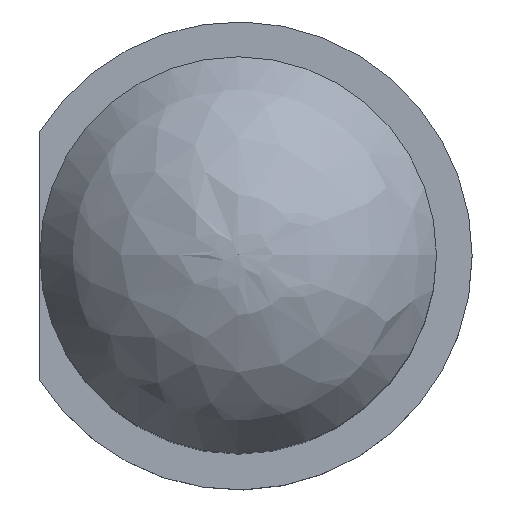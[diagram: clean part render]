
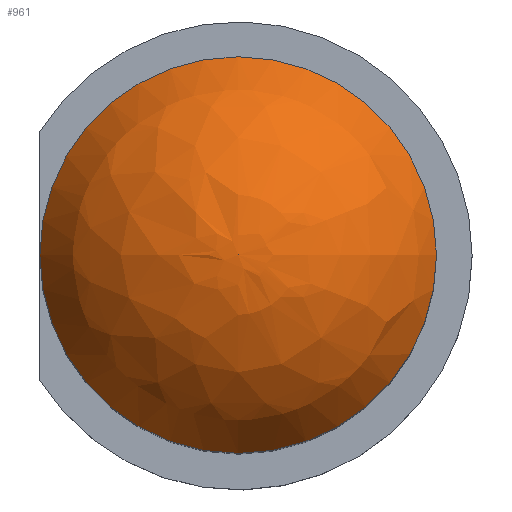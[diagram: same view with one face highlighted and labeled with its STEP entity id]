
A CAD part, top view. The second image highlights one B-rep face of the part: STEP entity #961.
In plain terms, the highlighted free-form (B-spline) face has degree [2, 2] with [3, 9] control points.
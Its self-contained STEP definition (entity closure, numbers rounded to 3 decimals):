
#284=FACE_OUTER_BOUND('',#340,.T.);
#340=EDGE_LOOP('',(#664,#665,#666));
#398=CIRCLE('',#1040,2.5);
#399=CIRCLE('',#1041,2.8);
#420=VERTEX_POINT('',#1339);
#421=VERTEX_POINT('',#1341);
#516=EDGE_CURVE('',#420,#420,#398,.T.);
#517=EDGE_CURVE('',#420,#421,#399,.T.);
#664=ORIENTED_EDGE('',*,*,#516,.F.);
#665=ORIENTED_EDGE('',*,*,#517,.T.);
#666=ORIENTED_EDGE('',*,*,#517,.F.);
#960=(
BOUNDED_SURFACE()
B_SPLINE_SURFACE(2,2,((#1312,#1313,#1314,#1315,#1316,#1317,#1318,#1319,
#1320),(#1321,#1322,#1323,#1324,#1325,#1326,#1327,#1328,#1329),(#1330,#1331,
#1332,#1333,#1334,#1335,#1336,#1337,#1338)),.UNSPECIFIED.,.F.,.T.,.F.)
B_SPLINE_SURFACE_WITH_KNOTS((3,3),(3,2,2,2,3),(-1.56,-0.443),
(-3.142,-1.571,0.,1.571,3.142),
 .UNSPECIFIED.)
GEOMETRIC_REPRESENTATION_ITEM()
RATIONAL_B_SPLINE_SURFACE(((1.,0.707,1.,0.707,1.,
0.707,1.,0.707,1.),(0.848,0.6,
0.848,0.6,0.848,0.6,
0.848,0.6,0.848),(1.,0.707,
1.,0.707,1.,0.707,1.,0.707,1.)))
REPRESENTATION_ITEM('')
SURFACE()
);
#961=ADVANCED_FACE('',(#284),#960,.F.);
#1040=AXIS2_PLACEMENT_3D('',#1340,#1103,#1104);
#1041=AXIS2_PLACEMENT_3D('',#1342,#1105,#1106);
#1103=DIRECTION('center_axis',(0.,0.,-1.));
#1104=DIRECTION('ref_axis',(1.,0.,0.));
#1105=DIRECTION('center_axis',(0.,-1.,0.));
#1106=DIRECTION('ref_axis',(1.,0.,0.));
#1312=CARTESIAN_POINT('Ctrl Pts',(0.,0.,8.6));
#1313=CARTESIAN_POINT('Ctrl Pts',(0.,0.,
8.6));
#1314=CARTESIAN_POINT('Ctrl Pts',(0.,0.,8.6));
#1315=CARTESIAN_POINT('Ctrl Pts',(0.,0.,
8.6));
#1316=CARTESIAN_POINT('Ctrl Pts',(0.,0.,8.6));
#1317=CARTESIAN_POINT('Ctrl Pts',(0.,0.,
8.6));
#1318=CARTESIAN_POINT('Ctrl Pts',(0.,0.,8.6));
#1319=CARTESIAN_POINT('Ctrl Pts',(0.,0.,
8.6));
#1320=CARTESIAN_POINT('Ctrl Pts',(0.,0.,8.6));
#1321=CARTESIAN_POINT('Ctrl Pts',(1.75,0.,8.581));
#1322=CARTESIAN_POINT('Ctrl Pts',(1.75,-1.75,8.581));
#1323=CARTESIAN_POINT('Ctrl Pts',(0.,-1.75,8.581));
#1324=CARTESIAN_POINT('Ctrl Pts',(-1.75,-1.75,8.581));
#1325=CARTESIAN_POINT('Ctrl Pts',(-1.75,0.,8.581));
#1326=CARTESIAN_POINT('Ctrl Pts',(-1.75,1.75,8.581));
#1327=CARTESIAN_POINT('Ctrl Pts',(0.,1.75,8.581));
#1328=CARTESIAN_POINT('Ctrl Pts',(1.75,1.75,8.581));
#1329=CARTESIAN_POINT('Ctrl Pts',(1.75,0.,8.581));
#1330=CARTESIAN_POINT('Ctrl Pts',(2.5,0.,7.));
#1331=CARTESIAN_POINT('Ctrl Pts',(2.5,-2.5,7.));
#1332=CARTESIAN_POINT('Ctrl Pts',(0.,-2.5,7.));
#1333=CARTESIAN_POINT('Ctrl Pts',(-2.5,-2.5,7.));
#1334=CARTESIAN_POINT('Ctrl Pts',(-2.5,0.,7.));
#1335=CARTESIAN_POINT('Ctrl Pts',(-2.5,2.5,7.));
#1336=CARTESIAN_POINT('Ctrl Pts',(0.,2.5,7.));
#1337=CARTESIAN_POINT('Ctrl Pts',(2.5,2.5,7.));
#1338=CARTESIAN_POINT('Ctrl Pts',(2.5,0.,7.));
#1339=CARTESIAN_POINT('',(2.5,0.,7.));
#1340=CARTESIAN_POINT('Origin',(0.,0.,7.));
#1341=CARTESIAN_POINT('',(0.,0.,8.6));
#1342=CARTESIAN_POINT('Origin',(-0.03,0.,
5.8));
